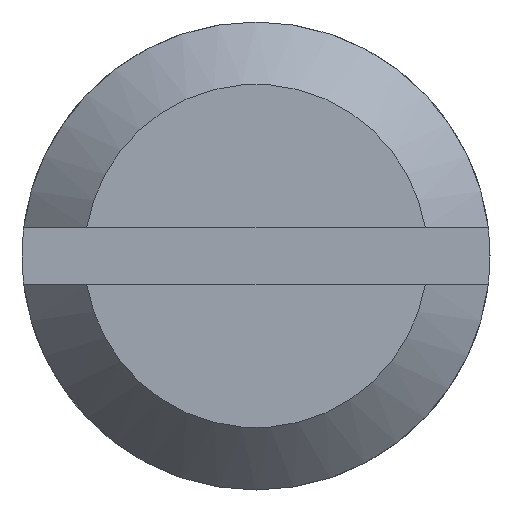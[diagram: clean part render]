
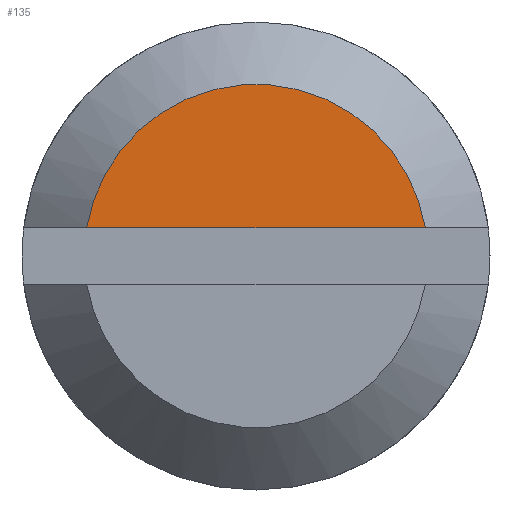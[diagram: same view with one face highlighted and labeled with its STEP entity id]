
A CAD part, front view. The second image highlights one B-rep face of the part: STEP entity #135.
In plain terms, the highlighted face is planar.
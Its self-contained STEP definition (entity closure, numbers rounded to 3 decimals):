
#135=ADVANCED_FACE('',(#387),#386,.F.);
#386=PLANE('',#705);
#387=FACE_OUTER_BOUND('',#706,.T.);
#702=CARTESIAN_POINT('',(-10.,-6.511,0.44));
#703=DIRECTION('',(1.,0.,0.));
#704=DIRECTION('',(0.,1.,0.));
#705=AXIS2_PLACEMENT_3D('',#702,#703,#704);
#706=EDGE_LOOP('',(#951,#952));
#951=ORIENTED_EDGE('',*,*,#1090,.F.);
#952=ORIENTED_EDGE('',*,*,#1091,.T.);
#1090=EDGE_CURVE('',#1551,#1552,#1553,.T.);
#1091=EDGE_CURVE('',#1551,#1552,#1559,.T.);
#1551=VERTEX_POINT('',#2035);
#1552=VERTEX_POINT('',#2036);
#1553=CIRCLE('',#2040,5.5);
#1559=LINE('',#2041,#2042);
#2035=CARTESIAN_POINT('',(-10.,5.426,0.9));
#2036=CARTESIAN_POINT('',(-10.,-5.426,0.9));
#2037=CARTESIAN_POINT('',(-10.,0.,0.));
#2038=DIRECTION('',(1.,0.,0.));
#2039=DIRECTION('',(0.,0.987,0.164));
#2040=AXIS2_PLACEMENT_3D('',#2037,#2038,#2039);
#2041=CARTESIAN_POINT('',(-10.,5.426,0.9));
#2042=VECTOR('',#2043,10.852);
#2043=DIRECTION('',(0.,-1.,0.));
